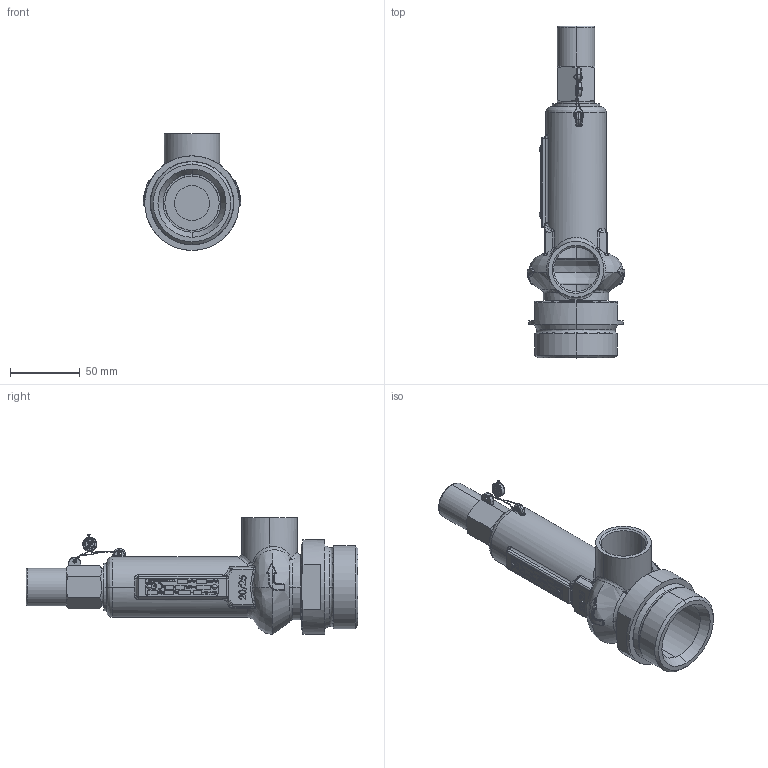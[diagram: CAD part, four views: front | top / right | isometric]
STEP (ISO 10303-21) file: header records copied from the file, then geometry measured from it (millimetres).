
FILE_DESCRIPTION (( 'STEP AP203' ), '1' );
FILE_NAME ('Typ_10-BG_II-head_C-G200-G100.STEP', '2019-09-20T10:54:55', ( '' ), ( '' ), 'SwSTEP 2.0', 'SolidWorks 2016', '' );
FILE_SCHEMA (( 'CONFIG_CONTROL_DESIGN' ));
Products named in the file (1): Typ_10-BG_II-head_C-G200-G100
Bounding box: 70 x 238.6 x 84 mm (x, y, z)
Volume: 124585.1 mm3; surface area: 81960.6 mm2
Topology: 25 solids, 25 shells, 1531 faces, 3906 edges, 2491 vertices
Faces by surface type: bspline 671, plane 628, cylinder 196, cone 36
Entity records: 76313 total; most frequent: CARTESIAN_POINT 43614, ORIENTED_EDGE 7766, DIRECTION 5054, EDGE_CURVE 3883, VERTEX_POINT 2491, VECTOR 1920, LINE 1920, EDGE_LOOP 1650
